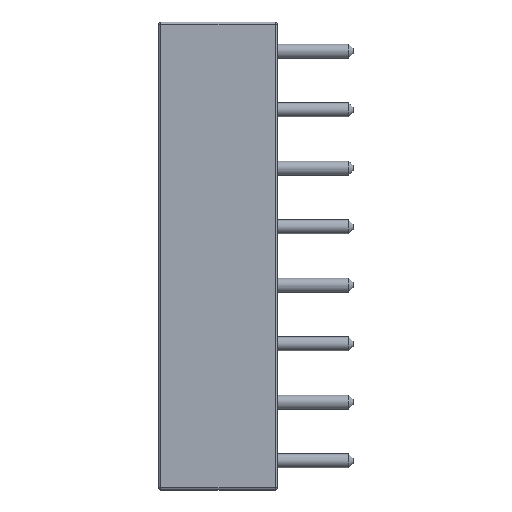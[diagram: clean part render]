
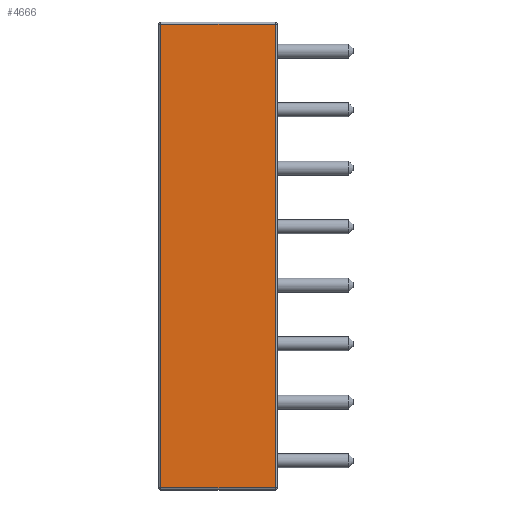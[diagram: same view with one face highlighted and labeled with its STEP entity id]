
A CAD part, left-side view. The second image highlights one B-rep face of the part: STEP entity #4666.
In plain terms, the highlighted planar face has unit normal (-1, 0, 0).
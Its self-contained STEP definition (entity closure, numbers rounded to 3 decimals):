
#251=PLANE('',#5036);
#499=FACE_OUTER_BOUND('',#785,.T.);
#785=EDGE_LOOP('',(#3621,#3622,#3623,#3624));
#1025=LINE('',#6744,#1469);
#1175=LINE('',#7430,#1619);
#1177=LINE('',#7433,#1621);
#1181=LINE('',#7440,#1625);
#1469=VECTOR('',#5354,10.);
#1619=VECTOR('',#5818,10.);
#1621=VECTOR('',#5822,10.);
#1625=VECTOR('',#5832,10.);
#2106=VERTEX_POINT('',#6738);
#2108=VERTEX_POINT('',#6742);
#2276=VERTEX_POINT('',#7408);
#2281=VERTEX_POINT('',#7423);
#2537=EDGE_CURVE('',#2108,#2106,#1025,.T.);
#2790=EDGE_CURVE('',#2276,#2281,#1175,.T.);
#2792=EDGE_CURVE('',#2281,#2108,#1177,.T.);
#2796=EDGE_CURVE('',#2106,#2276,#1181,.T.);
#3621=ORIENTED_EDGE('',*,*,#2537,.F.);
#3622=ORIENTED_EDGE('',*,*,#2792,.F.);
#3623=ORIENTED_EDGE('',*,*,#2790,.F.);
#3624=ORIENTED_EDGE('',*,*,#2796,.F.);
#4666=ADVANCED_FACE('',(#499),#251,.F.);
#5036=AXIS2_PLACEMENT_3D('',#7449,#5845,#5846);
#5354=DIRECTION('',(0.,1.,0.));
#5818=DIRECTION('',(0.,-1.,0.));
#5822=DIRECTION('',(0.,0.,-1.));
#5832=DIRECTION('',(0.,0.,1.));
#5845=DIRECTION('center_axis',(1.,0.,0.));
#5846=DIRECTION('ref_axis',(0.,-1.,0.));
#6738=CARTESIAN_POINT('',(-5.08,5.06,-20.22));
#6742=CARTESIAN_POINT('',(-5.08,0.1,-20.22));
#6744=CARTESIAN_POINT('',(-5.08,3.87,-20.22));
#7408=CARTESIAN_POINT('',(-5.08,5.06,-0.1));
#7423=CARTESIAN_POINT('',(-5.08,0.1,-0.1));
#7430=CARTESIAN_POINT('',(-5.08,3.87,-0.1));
#7433=CARTESIAN_POINT('',(-5.08,0.1,0.));
#7440=CARTESIAN_POINT('',(-5.08,5.06,0.));
#7449=CARTESIAN_POINT('Origin',(-5.08,5.16,0.));
